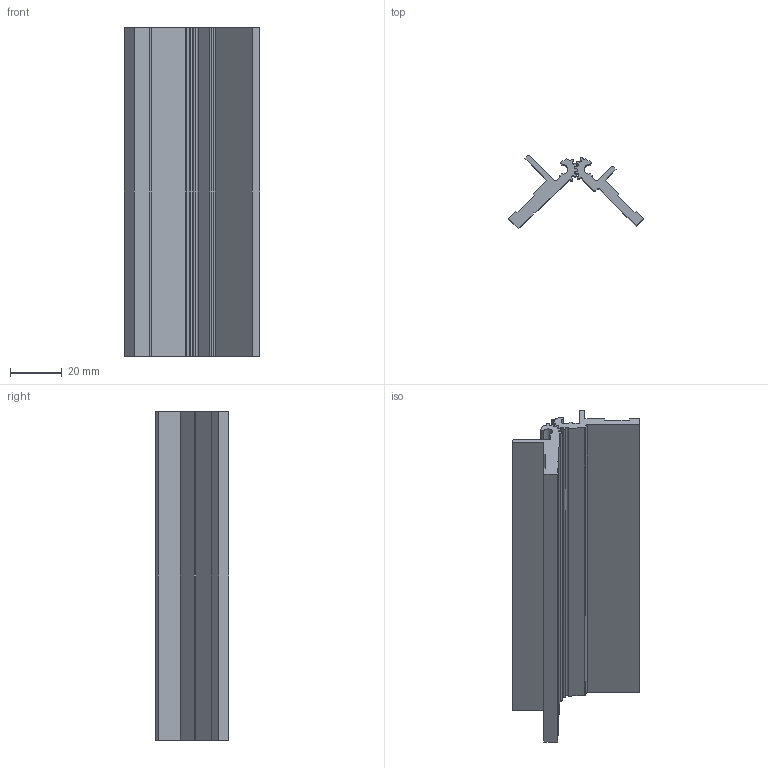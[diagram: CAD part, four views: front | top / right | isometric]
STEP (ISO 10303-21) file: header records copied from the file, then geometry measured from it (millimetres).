
FILE_DESCRIPTION((''),'2;1');
FILE_NAME('AXX-A_HINGE_ASM','2019-11-08T11:31:04',('engsvb'),(''),'CREO PARAMETRIC BY PTC INC, 2018100','CREO PARAMETRIC BY PTC INC, 2018100','');
FILE_SCHEMA(('CONFIG_CONTROL_DESIGN'));
Length unit declared in the file: inch
Products named in the file (3): AXX-A_HINGE_1; AXX-A_HINGE_2; AXX-A_HINGE_ASM
Assembly tree (2 placements, depth 2):
  AXX-A_HINGE_ASM
    AXX-A_HINGE_1
    AXX-A_HINGE_2
Bounding box: 52.25 x 28.37 x 127 mm (x, y, z)
Volume: 42313.2 mm3; surface area: 29051.2 mm2
Topology: 2 solids, 2 shells, 94 faces, 270 edges, 180 vertices
Faces by surface type: plane 59, cylinder 35
Entity records: 3178 total; most frequent: CARTESIAN_POINT 549, ORIENTED_EDGE 540, DIRECTION 538, EDGE_CURVE 270, VECTOR 200, LINE 200, VERTEX_POINT 180, AXIS2_PLACEMENT_3D 169
